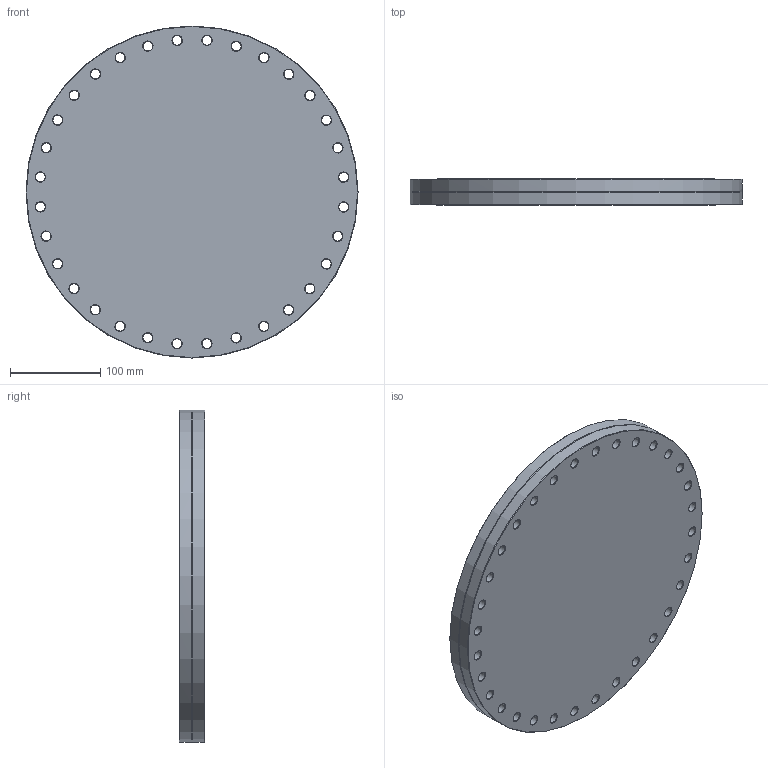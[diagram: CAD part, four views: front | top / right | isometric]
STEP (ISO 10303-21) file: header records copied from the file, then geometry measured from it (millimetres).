
FILE_DESCRIPTION(/* description */ (''),/* implementation_level */ '2;1');
FILE_NAME(/* name */ 'FL-1450CF.stp',/* time_stamp */ '2021-05-14T09:07:05+01:00',/* author */ ('Paul'),/* organization */ (''),/* preprocessor_version */ 'ST-DEVELOPER v18.1',/* originating_system */ 'Autodesk Inventor 2022',/* authorisation */ '');
FILE_SCHEMA (('AUTOMOTIVE_DESIGN { 1 0 10303 214 3 1 1 }'));
Length unit declared in the file: millimetre
Products named in the file (1): FL-1450CF
Bounding box: 368.3 x 28.5 x 368.3 mm (x, y, z)
Volume: 2858355.9 mm3; surface area: 272077.7 mm2
Topology: 1 solids, 1 shells, 202 faces, 542 edges, 350 vertices
Faces by surface type: cone 69, plane 46, cylinder 45, bspline 41, torus 1
Full cylindrical faces by diameter (mm): 10.5 x32, 326.4 x1, 368.3 x2
Entity records: 8445 total; most frequent: CARTESIAN_POINT 3301, ORIENTED_EDGE 1084, DIRECTION 1011, EDGE_CURVE 542, AXIS2_PLACEMENT_3D 399, VERTEX_POINT 350, EDGE_LOOP 274, LINE 213
